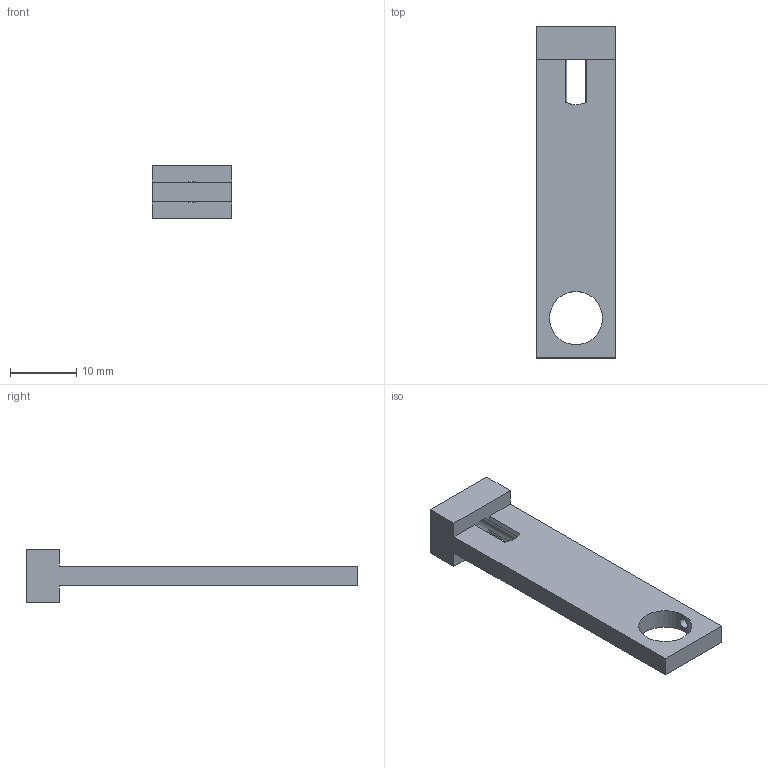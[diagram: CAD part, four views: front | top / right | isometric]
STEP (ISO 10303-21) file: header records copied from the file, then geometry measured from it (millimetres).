
FILE_DESCRIPTION(/* description */ (''),/* implementation_level */ '2;1');
FILE_NAME(/* name */ 'CO-MEC-GSE-0058-01(A).stp',/* time_stamp */ '2022-11-18T10:24:56+01:00',/* author */ ('exolab-5mv6l'),/* organization */ (''),/* preprocessor_version */ 'ST-DEVELOPER v18.1',/* originating_system */ 'Autodesk Inventor 2022',/* authorisation */ '');
FILE_SCHEMA (('AUTOMOTIVE_DESIGN { 1 0 10303 214 3 1 1 }'));
Length unit declared in the file: millimetre
Products named in the file (1): CO-MEC-GSE-0058-01(A) (Magnet holder)
Bounding box: 12 x 50 x 8 mm (x, y, z)
Volume: 1839.3 mm3; surface area: 1776.5 mm2
Topology: 1 solids, 1 shells, 18 faces, 64 edges, 44 vertices
Faces by surface type: plane 14, cylinder 3, cone 1
Full cylindrical faces by diameter (mm): 1.567 x1, 3.242 x1, 8 x1
Entity records: 763 total; most frequent: CARTESIAN_POINT 180, ORIENTED_EDGE 126, DIRECTION 98, EDGE_CURVE 63, VERTEX_POINT 44, LINE 42, VECTOR 42, AXIS2_PLACEMENT_3D 28
